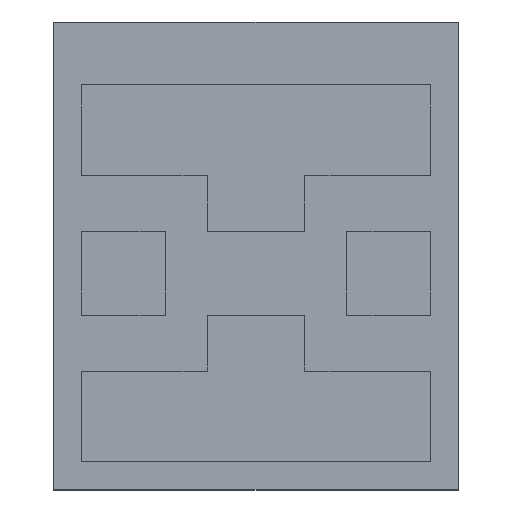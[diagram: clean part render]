
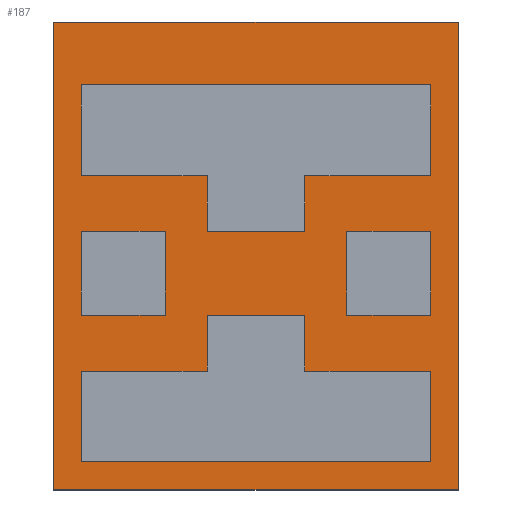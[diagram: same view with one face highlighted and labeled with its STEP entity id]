
A CAD part, top view. The second image highlights one B-rep face of the part: STEP entity #187.
In plain terms, the highlighted planar face has unit normal (0, 0, 1).
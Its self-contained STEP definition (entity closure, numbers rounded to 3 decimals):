
#58 = VERTEX_POINT('',#59);
#59 = CARTESIAN_POINT('',(-0.145,-0.168,0.1));
#65 = EDGE_CURVE('',#58,#66,#68,.T.);
#66 = VERTEX_POINT('',#67);
#67 = CARTESIAN_POINT('',(-0.145,0.168,0.1));
#68 = LINE('',#69,#70);
#69 = CARTESIAN_POINT('',(-0.145,-0.168,0.1));
#70 = VECTOR('',#71,1.);
#71 = DIRECTION('',(0.,1.,0.));
#96 = EDGE_CURVE('',#66,#97,#99,.T.);
#97 = VERTEX_POINT('',#98);
#98 = CARTESIAN_POINT('',(0.145,0.168,0.1));
#99 = LINE('',#100,#101);
#100 = CARTESIAN_POINT('',(-0.145,0.168,0.1));
#101 = VECTOR('',#102,1.);
#102 = DIRECTION('',(1.,0.,0.));
#127 = EDGE_CURVE('',#97,#128,#130,.T.);
#128 = VERTEX_POINT('',#129);
#129 = CARTESIAN_POINT('',(0.145,-0.168,0.1));
#130 = LINE('',#131,#132);
#131 = CARTESIAN_POINT('',(0.145,0.168,0.1));
#132 = VECTOR('',#133,1.);
#133 = DIRECTION('',(0.,-1.,0.));
#158 = EDGE_CURVE('',#128,#58,#159,.T.);
#159 = LINE('',#160,#161);
#160 = CARTESIAN_POINT('',(0.145,-0.168,0.1));
#161 = VECTOR('',#162,1.);
#162 = DIRECTION('',(-1.,0.,0.));
#187 = ADVANCED_FACE('',(#188),#194,.T.);
#188 = FACE_BOUND('',#189,.F.);
#189 = EDGE_LOOP('',(#190,#191,#192,#193));
#190 = ORIENTED_EDGE('',*,*,#65,.T.);
#191 = ORIENTED_EDGE('',*,*,#96,.T.);
#192 = ORIENTED_EDGE('',*,*,#127,.T.);
#193 = ORIENTED_EDGE('',*,*,#158,.T.);
#194 = PLANE('',#195);
#195 = AXIS2_PLACEMENT_3D('',#196,#197,#198);
#196 = CARTESIAN_POINT('',(0.,0.,0.1));
#197 = DIRECTION('',(0.,0.,1.));
#198 = DIRECTION('',(1.,0.,0.));
